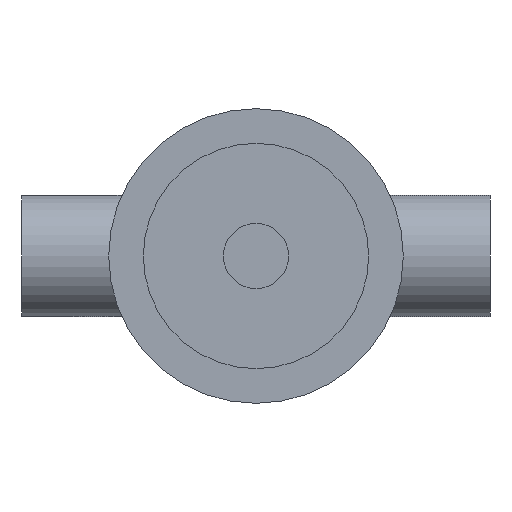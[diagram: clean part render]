
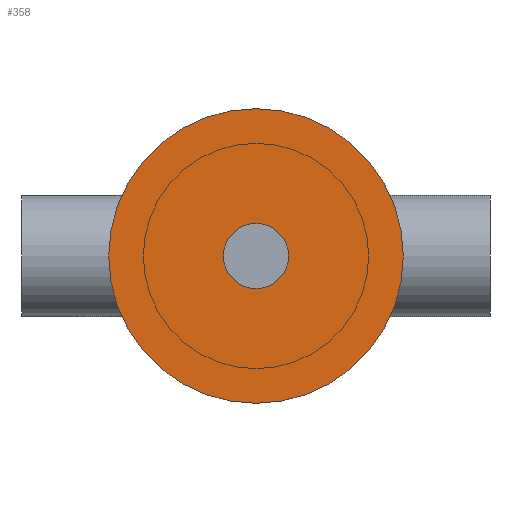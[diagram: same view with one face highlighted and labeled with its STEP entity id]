
A CAD part, left-side view. The second image highlights one B-rep face of the part: STEP entity #358.
In plain terms, the highlighted planar face has unit normal (-1, 0, 0).
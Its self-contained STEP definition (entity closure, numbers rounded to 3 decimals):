
#8 = CARTESIAN_POINT ( 'NONE',  ( -1930., 0., 18.75 ) ) ;
#33 = ORIENTED_EDGE ( 'NONE', *, *, #688, .F. ) ;
#63 = AXIS2_PLACEMENT_3D ( 'NONE', #782, #615, #94 ) ;
#91 = DIRECTION ( 'NONE',  ( 0., 0., 1. ) ) ;
#94 = DIRECTION ( 'NONE',  ( 0., 0., -1. ) ) ;
#123 = CARTESIAN_POINT ( 'NONE',  ( -1930., 0., 85. ) ) ;
#129 = EDGE_CURVE ( 'NONE', #607, #703, #258, .T. ) ;
#143 = EDGE_CURVE ( 'NONE', #703, #607, #150, .T. ) ;
#150 = CIRCLE ( 'NONE', #527, 18.75 ) ;
#193 = CARTESIAN_POINT ( 'NONE',  ( -1930., 0., -18.75 ) ) ;
#200 = DIRECTION ( 'NONE',  ( -1., 0., 0. ) ) ;
#222 = CARTESIAN_POINT ( 'NONE',  ( -1930., 0., 0. ) ) ;
#227 = DIRECTION ( 'NONE',  ( 1., 0., 0. ) ) ;
#242 = EDGE_CURVE ( 'NONE', #533, #605, #494, .T. ) ;
#258 = CIRCLE ( 'NONE', #436, 18.75 ) ;
#312 = EDGE_LOOP ( 'NONE', ( #520, #597 ) ) ;
#314 = ORIENTED_EDGE ( 'NONE', *, *, #242, .F. ) ;
#349 = DIRECTION ( 'NONE',  ( 0., 0., -1. ) ) ;
#358 = ADVANCED_FACE ( 'NONE', ( #747, #726 ), #368, .F. ) ;
#368 = PLANE ( 'NONE',  #628 ) ;
#373 = CARTESIAN_POINT ( 'NONE',  ( -1930., 0., -85. ) ) ;
#401 = DIRECTION ( 'NONE',  ( 0., 0., 1. ) ) ;
#436 = AXIS2_PLACEMENT_3D ( 'NONE', #603, #770, #401 ) ;
#458 = AXIS2_PLACEMENT_3D ( 'NONE', #531, #227, #349 ) ;
#494 = CIRCLE ( 'NONE', #63, 85. ) ;
#507 = CIRCLE ( 'NONE', #458, 85. ) ;
#509 = DIRECTION ( 'NONE',  ( 0., 0., -1. ) ) ;
#520 = ORIENTED_EDGE ( 'NONE', *, *, #143, .F. ) ;
#527 = AXIS2_PLACEMENT_3D ( 'NONE', #544, #200, #91 ) ;
#531 = CARTESIAN_POINT ( 'NONE',  ( -1930., 0., 0. ) ) ;
#533 = VERTEX_POINT ( 'NONE', #123 ) ;
#544 = CARTESIAN_POINT ( 'NONE',  ( -1930., 0., 0. ) ) ;
#597 = ORIENTED_EDGE ( 'NONE', *, *, #129, .F. ) ;
#603 = CARTESIAN_POINT ( 'NONE',  ( -1930., 0., 0. ) ) ;
#605 = VERTEX_POINT ( 'NONE', #373 ) ;
#607 = VERTEX_POINT ( 'NONE', #193 ) ;
#615 = DIRECTION ( 'NONE',  ( 1., 0., 0. ) ) ;
#628 = AXIS2_PLACEMENT_3D ( 'NONE', #222, #683, #509 ) ;
#683 = DIRECTION ( 'NONE',  ( 1., 0., 0. ) ) ;
#688 = EDGE_CURVE ( 'NONE', #605, #533, #507, .T. ) ;
#703 = VERTEX_POINT ( 'NONE', #8 ) ;
#720 = EDGE_LOOP ( 'NONE', ( #314, #33 ) ) ;
#726 = FACE_BOUND ( 'NONE', #312, .T. ) ;
#747 = FACE_OUTER_BOUND ( 'NONE', #720, .T. ) ;
#770 = DIRECTION ( 'NONE',  ( -1., 0., 0. ) ) ;
#782 = CARTESIAN_POINT ( 'NONE',  ( -1930., 0., 0. ) ) ;
